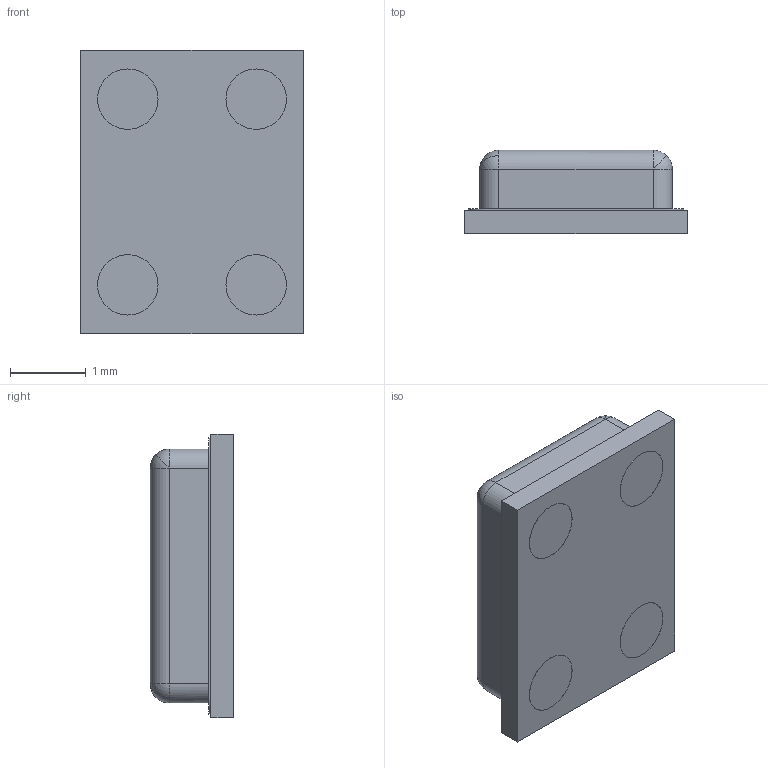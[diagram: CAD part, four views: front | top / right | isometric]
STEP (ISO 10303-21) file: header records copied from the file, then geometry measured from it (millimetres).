
FILE_DESCRIPTION (( 'STEP AP214' ), '1' );
FILE_NAME ('CUI_DEVICES_CMM-3729AT-42308-TR.step', '2019-10-20T21:54:11', ( '' ), ( '' ), 'SwSTEP 2.0', 'SolidWorks 2019', '' );
FILE_SCHEMA (( 'AUTOMOTIVE_DESIGN' ));
Length unit declared in the file: inch
Products named in the file (1): CUI_DEVICES_CMM-3729AT-42308-TR
Bounding box: 2.95 x 1.1 x 3.76 mm (x, y, z)
Volume: 10 mm3; surface area: 34.8 mm2
Topology: 1 solids, 1 shells, 51 faces, 110 edges, 68 vertices
Faces by surface type: cylinder 22, plane 21, sphere 8
Entity records: 1558 total; most frequent: DIRECTION 266, CARTESIAN_POINT 230, ORIENTED_EDGE 220, EDGE_CURVE 110, AXIS2_PLACEMENT_3D 104, VERTEX_POINT 68, VECTOR 58, EDGE_LOOP 58
